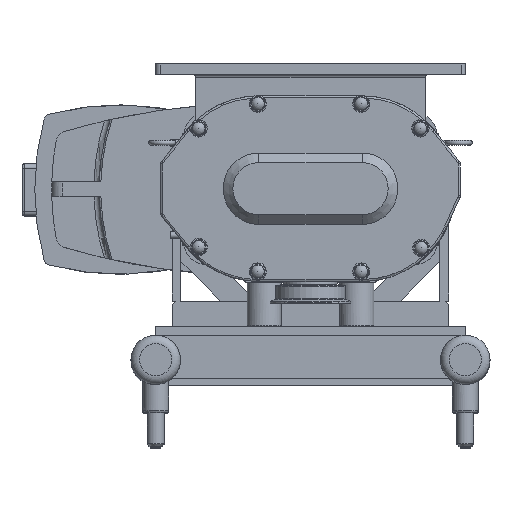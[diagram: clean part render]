
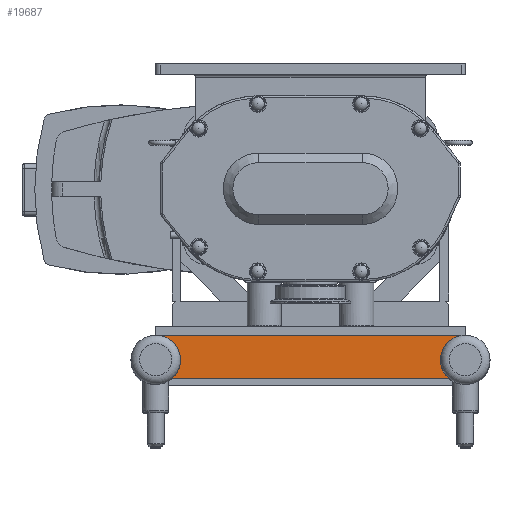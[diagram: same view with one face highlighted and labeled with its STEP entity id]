
A CAD part, top view. The second image highlights one B-rep face of the part: STEP entity #19687.
In plain terms, the highlighted planar face has unit normal (0, 0, 1).
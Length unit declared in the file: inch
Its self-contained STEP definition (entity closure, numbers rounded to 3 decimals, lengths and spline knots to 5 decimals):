
#1056=PLANE('',#21751);
#2445=LINE('',#35341,#3918);
#2447=LINE('',#35346,#3920);
#2448=LINE('',#35350,#3921);
#2449=LINE('',#35353,#3922);
#3918=VECTOR('',#27156,0.3937);
#3920=VECTOR('',#27162,0.3937);
#3921=VECTOR('',#27165,0.3937);
#3922=VECTOR('',#27168,0.3937);
#5609=FACE_OUTER_BOUND('',#6783,.T.);
#6783=EDGE_LOOP('',(#18091,#18092,#18093,#18094,#18095,#18096));
#7841=CIRCLE('',#21752,1.44);
#7842=CIRCLE('',#21753,1.44);
#9702=VERTEX_POINT('',#35334);
#9704=VERTEX_POINT('',#35339);
#9705=VERTEX_POINT('',#35345);
#9706=VERTEX_POINT('',#35347);
#9707=VERTEX_POINT('',#35349);
#9708=VERTEX_POINT('',#35351);
#12535=EDGE_CURVE('',#9702,#9704,#2445,.T.);
#12537=EDGE_CURVE('',#9704,#9705,#2447,.T.);
#12538=EDGE_CURVE('',#9705,#9706,#7841,.T.);
#12539=EDGE_CURVE('',#9706,#9707,#2448,.T.);
#12540=EDGE_CURVE('',#9707,#9708,#7842,.T.);
#12541=EDGE_CURVE('',#9708,#9702,#2449,.T.);
#18091=ORIENTED_EDGE('',*,*,#12535,.T.);
#18092=ORIENTED_EDGE('',*,*,#12537,.T.);
#18093=ORIENTED_EDGE('',*,*,#12538,.T.);
#18094=ORIENTED_EDGE('',*,*,#12539,.T.);
#18095=ORIENTED_EDGE('',*,*,#12540,.T.);
#18096=ORIENTED_EDGE('',*,*,#12541,.T.);
#19687=ADVANCED_FACE('',(#5609),#1056,.T.);
#21751=AXIS2_PLACEMENT_3D('',#35344,#27160,#27161);
#21752=AXIS2_PLACEMENT_3D('',#35348,#27163,#27164);
#21753=AXIS2_PLACEMENT_3D('',#35352,#27166,#27167);
#27156=DIRECTION('',(-1.,0.,0.));
#27160=DIRECTION('center_axis',(0.,0.,
1.));
#27161=DIRECTION('ref_axis',(1.,0.,0.));
#27162=DIRECTION('',(0.,-1.,0.));
#27163=DIRECTION('center_axis',(0.,0.,
-1.));
#27164=DIRECTION('ref_axis',(0.677,-0.736,0.));
#27165=DIRECTION('',(1.,0.,0.));
#27166=DIRECTION('center_axis',(0.,0.,
-1.));
#27167=DIRECTION('ref_axis',(-0.257,0.966,0.));
#27168=DIRECTION('',(0.,1.,0.));
#35334=CARTESIAN_POINT('',(8.6275,-8.5,-9.877));
#35339=CARTESIAN_POINT('',(-8.6225,-8.5,-9.877));
#35341=CARTESIAN_POINT('',(-0.00078,-8.5,-9.877));
#35344=CARTESIAN_POINT('Origin',(0.00093,-9.69383,
-9.877));
#35345=CARTESIAN_POINT('',(-8.6225,-8.54854,-9.877));
#35346=CARTESIAN_POINT('',(-8.6225,-8.54854,-9.877));
#35347=CARTESIAN_POINT('',(-8.02782,-10.9975,-9.877));
#35348=CARTESIAN_POINT('Origin',(-9.0025,-9.9375,-9.877));
#35349=CARTESIAN_POINT('',(8.02282,-10.9975,-9.877));
#35350=CARTESIAN_POINT('',(8.02282,-10.9975,-9.877));
#35351=CARTESIAN_POINT('',(8.6275,-8.54585,-9.877));
#35352=CARTESIAN_POINT('Origin',(8.9975,-9.9375,-9.877));
#35353=CARTESIAN_POINT('',(8.6275,-8.4975,-9.877));
